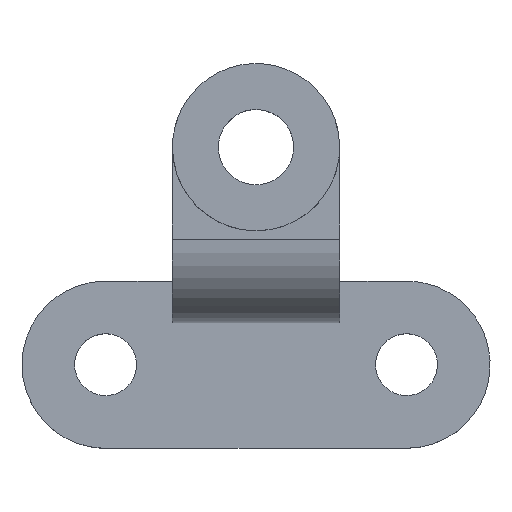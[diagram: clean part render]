
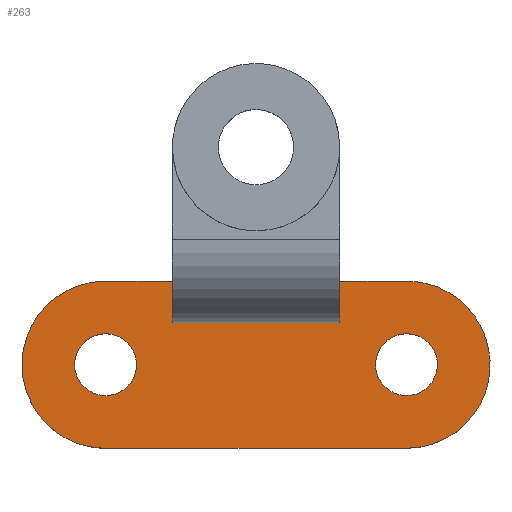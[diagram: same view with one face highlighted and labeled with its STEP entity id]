
A CAD part, top view. The second image highlights one B-rep face of the part: STEP entity #263.
In plain terms, the highlighted free-form (B-spline) face has degree [1, 1] with [2, 2] control points.
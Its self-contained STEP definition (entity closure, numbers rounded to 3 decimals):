
#132 = VERTEX_POINT('',#133);
#133 = CARTESIAN_POINT('',(72.648,0.,
    25.402));
#151 = VERTEX_POINT('',#152);
#152 = CARTESIAN_POINT('',(110.243,0.,
    25.402));
#157 = EDGE_CURVE('',#132,#151,#158,.T.);
#158 = ( BOUNDED_CURVE() B_SPLINE_CURVE(2,(#159,#160,#161,#162,#163),
.UNSPECIFIED.,.F.,.F.) B_SPLINE_CURVE_WITH_KNOTS((3,2,3),(0.,
1.571,3.142),.PIECEWISE_BEZIER_KNOTS.) CURVE() 
GEOMETRIC_REPRESENTATION_ITEM() RATIONAL_B_SPLINE_CURVE((1.,
0.707,1.,0.707,1.)) REPRESENTATION_ITEM('') );
#159 = CARTESIAN_POINT('',(72.648,0.,
    25.402));
#160 = CARTESIAN_POINT('',(72.648,-18.797,
    25.402));
#161 = CARTESIAN_POINT('',(91.445,-18.797,
    25.402));
#162 = CARTESIAN_POINT('',(110.243,-18.797,
    25.402));
#163 = CARTESIAN_POINT('',(110.243,0.,
    25.402));
#180 = VERTEX_POINT('',#181);
#181 = CARTESIAN_POINT('',(-110.243,0.,
    25.402));
#199 = VERTEX_POINT('',#200);
#200 = CARTESIAN_POINT('',(-72.648,0.,
    25.402));
#205 = EDGE_CURVE('',#180,#199,#206,.T.);
#206 = ( BOUNDED_CURVE() B_SPLINE_CURVE(2,(#207,#208,#209,#210,#211),
.UNSPECIFIED.,.F.,.F.) B_SPLINE_CURVE_WITH_KNOTS((3,2,3),(3.142,
4.712,6.283),.PIECEWISE_BEZIER_KNOTS.) CURVE() 
GEOMETRIC_REPRESENTATION_ITEM() RATIONAL_B_SPLINE_CURVE((1.,
0.707,1.,0.707,1.)) REPRESENTATION_ITEM('') );
#207 = CARTESIAN_POINT('',(-110.243,0.,
    25.402));
#208 = CARTESIAN_POINT('',(-110.243,-18.797,
    25.402));
#209 = CARTESIAN_POINT('',(-91.445,-18.797,
    25.402));
#210 = CARTESIAN_POINT('',(-72.648,-18.797,
    25.402));
#211 = CARTESIAN_POINT('',(-72.648,0.,
    25.402));
#227 = EDGE_CURVE('',#228,#230,#232,.T.);
#228 = VERTEX_POINT('',#229);
#229 = CARTESIAN_POINT('',(-142.249,0.,
    25.402));
#230 = VERTEX_POINT('',#231);
#231 = CARTESIAN_POINT('',(-91.445,-50.803,
    25.402));
#232 = ( BOUNDED_CURVE() B_SPLINE_CURVE(2,(#233,#234,#235),
.UNSPECIFIED.,.F.,.F.) B_SPLINE_CURVE_WITH_KNOTS((3,3),(3.142,
4.712),.PIECEWISE_BEZIER_KNOTS.) CURVE() 
GEOMETRIC_REPRESENTATION_ITEM() RATIONAL_B_SPLINE_CURVE((1.,
0.707,1.)) REPRESENTATION_ITEM('') );
#233 = CARTESIAN_POINT('',(-142.249,0.,
    25.402));
#234 = CARTESIAN_POINT('',(-142.249,-50.803,
    25.402));
#235 = CARTESIAN_POINT('',(-91.445,-50.803,
    25.402));
#263 = ADVANCED_FACE('',(#264,#325,#336),#347,.T.);
#264 = FACE_BOUND('',#265,.T.);
#265 = EDGE_LOOP('',(#266,#275,#282,#288,#289,#296,#306,#313,#320));
#266 = ORIENTED_EDGE('',*,*,#267,.F.);
#267 = EDGE_CURVE('',#268,#270,#272,.T.);
#268 = VERTEX_POINT('',#269);
#269 = CARTESIAN_POINT('',(-50.803,50.803,
    25.402));
#270 = VERTEX_POINT('',#271);
#271 = CARTESIAN_POINT('',(-50.803,25.402,
    25.402));
#272 = B_SPLINE_CURVE_WITH_KNOTS('',1,(#273,#274),.UNSPECIFIED.,.F.,.F.,
  (2,2),(0.,25.),.PIECEWISE_BEZIER_KNOTS.);
#273 = CARTESIAN_POINT('',(-50.803,50.803,
    25.402));
#274 = CARTESIAN_POINT('',(-50.803,25.402,
    25.402));
#275 = ORIENTED_EDGE('',*,*,#276,.T.);
#276 = EDGE_CURVE('',#268,#277,#279,.T.);
#277 = VERTEX_POINT('',#278);
#278 = CARTESIAN_POINT('',(-91.445,50.803,
    25.402));
#279 = B_SPLINE_CURVE_WITH_KNOTS('',1,(#280,#281),.UNSPECIFIED.,.F.,.F.,
  (2,2),(140.,180.),.PIECEWISE_BEZIER_KNOTS.);
#280 = CARTESIAN_POINT('',(-50.803,50.803,
    25.402));
#281 = CARTESIAN_POINT('',(-91.445,50.803,
    25.402));
#282 = ORIENTED_EDGE('',*,*,#283,.T.);
#283 = EDGE_CURVE('',#277,#228,#284,.T.);
#284 = ( BOUNDED_CURVE() B_SPLINE_CURVE(2,(#285,#286,#287),
.UNSPECIFIED.,.F.,.F.) B_SPLINE_CURVE_WITH_KNOTS((3,3),(1.571,
3.142),.PIECEWISE_BEZIER_KNOTS.) CURVE() 
GEOMETRIC_REPRESENTATION_ITEM() RATIONAL_B_SPLINE_CURVE((1.,
0.707,1.)) REPRESENTATION_ITEM('') );
#285 = CARTESIAN_POINT('',(-91.445,50.803,
    25.402));
#286 = CARTESIAN_POINT('',(-142.249,50.803,
    25.402));
#287 = CARTESIAN_POINT('',(-142.249,0.,
    25.402));
#288 = ORIENTED_EDGE('',*,*,#227,.T.);
#289 = ORIENTED_EDGE('',*,*,#290,.T.);
#290 = EDGE_CURVE('',#230,#291,#293,.T.);
#291 = VERTEX_POINT('',#292);
#292 = CARTESIAN_POINT('',(91.445,-50.803,
    25.402));
#293 = B_SPLINE_CURVE_WITH_KNOTS('',1,(#294,#295),.UNSPECIFIED.,.F.,.F.,
  (2,2),(-180.,0.),.PIECEWISE_BEZIER_KNOTS.);
#294 = CARTESIAN_POINT('',(-91.445,-50.803,
    25.402));
#295 = CARTESIAN_POINT('',(91.445,-50.803,
    25.402));
#296 = ORIENTED_EDGE('',*,*,#297,.T.);
#297 = EDGE_CURVE('',#291,#298,#300,.T.);
#298 = VERTEX_POINT('',#299);
#299 = CARTESIAN_POINT('',(91.445,50.803,
    25.402));
#300 = ( BOUNDED_CURVE() B_SPLINE_CURVE(2,(#301,#302,#303,#304,#305),
.UNSPECIFIED.,.F.,.F.) B_SPLINE_CURVE_WITH_KNOTS((3,2,3),(4.712
,6.283,7.854),.PIECEWISE_BEZIER_KNOTS.) CURVE() 
GEOMETRIC_REPRESENTATION_ITEM() RATIONAL_B_SPLINE_CURVE((1.,
0.707,1.,0.707,1.)) REPRESENTATION_ITEM('') );
#301 = CARTESIAN_POINT('',(91.445,-50.803,
    25.402));
#302 = CARTESIAN_POINT('',(142.249,-50.803,
    25.402));
#303 = CARTESIAN_POINT('',(142.249,0.,
    25.402));
#304 = CARTESIAN_POINT('',(142.249,50.803,
    25.402));
#305 = CARTESIAN_POINT('',(91.445,50.803,
    25.402));
#306 = ORIENTED_EDGE('',*,*,#307,.T.);
#307 = EDGE_CURVE('',#298,#308,#310,.T.);
#308 = VERTEX_POINT('',#309);
#309 = CARTESIAN_POINT('',(50.803,50.803,
    25.402));
#310 = B_SPLINE_CURVE_WITH_KNOTS('',1,(#311,#312),.UNSPECIFIED.,.F.,.F.,
  (2,2),(0.,40.),.PIECEWISE_BEZIER_KNOTS.);
#311 = CARTESIAN_POINT('',(91.445,50.803,
    25.402));
#312 = CARTESIAN_POINT('',(50.803,50.803,
    25.402));
#313 = ORIENTED_EDGE('',*,*,#314,.T.);
#314 = EDGE_CURVE('',#308,#315,#317,.T.);
#315 = VERTEX_POINT('',#316);
#316 = CARTESIAN_POINT('',(50.803,25.402,
    25.402));
#317 = B_SPLINE_CURVE_WITH_KNOTS('',1,(#318,#319),.UNSPECIFIED.,.F.,.F.,
  (2,2),(0.,25.),.PIECEWISE_BEZIER_KNOTS.);
#318 = CARTESIAN_POINT('',(50.803,50.803,
    25.402));
#319 = CARTESIAN_POINT('',(50.803,25.402,
    25.402));
#320 = ORIENTED_EDGE('',*,*,#321,.T.);
#321 = EDGE_CURVE('',#315,#270,#322,.T.);
#322 = B_SPLINE_CURVE_WITH_KNOTS('',1,(#323,#324),.UNSPECIFIED.,.F.,.F.,
  (2,2),(-0.,100.),.PIECEWISE_BEZIER_KNOTS.);
#323 = CARTESIAN_POINT('',(50.803,25.402,
    25.402));
#324 = CARTESIAN_POINT('',(-50.803,25.402,
    25.402));
#325 = FACE_BOUND('',#326,.T.);
#326 = EDGE_LOOP('',(#327,#328));
#327 = ORIENTED_EDGE('',*,*,#205,.F.);
#328 = ORIENTED_EDGE('',*,*,#329,.F.);
#329 = EDGE_CURVE('',#199,#180,#330,.T.);
#330 = ( BOUNDED_CURVE() B_SPLINE_CURVE(2,(#331,#332,#333,#334,#335),
.UNSPECIFIED.,.F.,.F.) B_SPLINE_CURVE_WITH_KNOTS((3,2,3),(0.,
1.571,3.142),.PIECEWISE_BEZIER_KNOTS.) CURVE() 
GEOMETRIC_REPRESENTATION_ITEM() RATIONAL_B_SPLINE_CURVE((1.,
0.707,1.,0.707,1.)) REPRESENTATION_ITEM('') );
#331 = CARTESIAN_POINT('',(-72.648,0.,
    25.402));
#332 = CARTESIAN_POINT('',(-72.648,18.797,
    25.402));
#333 = CARTESIAN_POINT('',(-91.445,18.797,
    25.402));
#334 = CARTESIAN_POINT('',(-110.243,18.797,
    25.402));
#335 = CARTESIAN_POINT('',(-110.243,0.,
    25.402));
#336 = FACE_BOUND('',#337,.T.);
#337 = EDGE_LOOP('',(#338,#339));
#338 = ORIENTED_EDGE('',*,*,#157,.F.);
#339 = ORIENTED_EDGE('',*,*,#340,.F.);
#340 = EDGE_CURVE('',#151,#132,#341,.T.);
#341 = ( BOUNDED_CURVE() B_SPLINE_CURVE(2,(#342,#343,#344,#345,#346),
.UNSPECIFIED.,.F.,.F.) B_SPLINE_CURVE_WITH_KNOTS((3,2,3),(3.142,
4.712,6.283),.PIECEWISE_BEZIER_KNOTS.) CURVE() 
GEOMETRIC_REPRESENTATION_ITEM() RATIONAL_B_SPLINE_CURVE((1.,
0.707,1.,0.707,1.)) REPRESENTATION_ITEM('') );
#342 = CARTESIAN_POINT('',(110.243,0.,
    25.402));
#343 = CARTESIAN_POINT('',(110.243,18.797,
    25.402));
#344 = CARTESIAN_POINT('',(91.445,18.797,
    25.402));
#345 = CARTESIAN_POINT('',(72.648,18.797,
    25.402));
#346 = CARTESIAN_POINT('',(72.648,0.,
    25.402));
#347 = B_SPLINE_SURFACE_WITH_KNOTS('',1,1,(
    (#348,#349)
    ,(#350,#351
    )),.UNSPECIFIED.,.F.,.F.,.F.,(2,2),(2,2),(-230.,50.),(-50.,50.),
  .PIECEWISE_BEZIER_KNOTS.);
#348 = CARTESIAN_POINT('',(-142.249,-50.803,
    25.402));
#349 = CARTESIAN_POINT('',(-142.249,50.803,
    25.402));
#350 = CARTESIAN_POINT('',(142.249,-50.803,
    25.402));
#351 = CARTESIAN_POINT('',(142.249,50.803,
    25.402));
